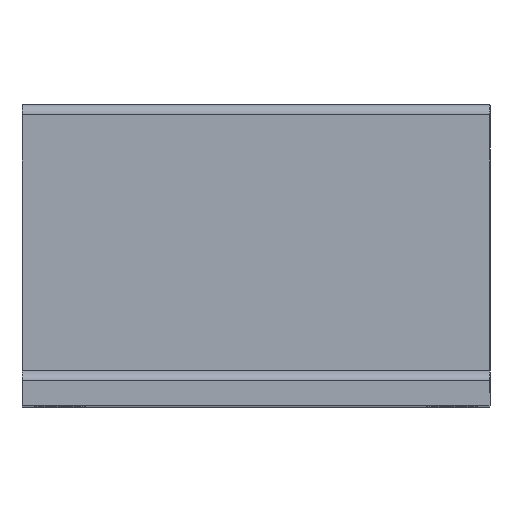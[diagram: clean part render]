
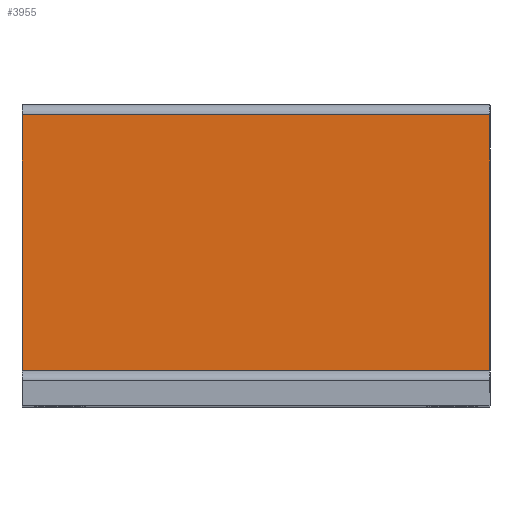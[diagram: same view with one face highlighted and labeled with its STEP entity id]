
A CAD part, top view. The second image highlights one B-rep face of the part: STEP entity #3955.
In plain terms, the highlighted face is planar.
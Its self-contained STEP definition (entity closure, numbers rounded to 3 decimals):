
#344 = EDGE_CURVE ( 'NONE', #1630, #4113, #3919, .T. ) ;
#510 = CARTESIAN_POINT ( 'NONE',  ( -32.576, 5.842, -17.78 ) ) ;
#703 = ORIENTED_EDGE ( 'NONE', *, *, #344, .F. ) ;
#711 = EDGE_CURVE ( 'NONE', #3975, #1630, #3230, .T. ) ;
#759 = CARTESIAN_POINT ( 'NONE',  ( -32.576, 5.842, 17.78 ) ) ;
#845 = DIRECTION ( 'NONE',  ( 0., 0., -1. ) ) ;
#853 = CARTESIAN_POINT ( 'NONE',  ( -32.576, 25.273, 152.4 ) ) ;
#1202 = ORIENTED_EDGE ( 'NONE', *, *, #1461, .T. ) ;
#1286 = DIRECTION ( 'NONE',  ( 0., 0., -1. ) ) ;
#1461 = EDGE_CURVE ( 'NONE', #3821, #4113, #2603, .T. ) ;
#1583 = AXIS2_PLACEMENT_3D ( 'NONE', #2950, #3265, #1286 ) ;
#1630 = VERTEX_POINT ( 'NONE', #510 ) ;
#1643 = EDGE_LOOP ( 'NONE', ( #4361, #1202, #703, #3434 ) ) ;
#1857 = DIRECTION ( 'NONE',  ( 0., -1., 0. ) ) ;
#2209 = CARTESIAN_POINT ( 'NONE',  ( -32.576, 25.273, 17.78 ) ) ;
#2410 = CARTESIAN_POINT ( 'NONE',  ( -32.576, 25.273, -17.78 ) ) ;
#2544 = VECTOR ( 'NONE', #1857, 1000. ) ;
#2603 = LINE ( 'NONE', #853, #2698 ) ;
#2652 = PLANE ( 'NONE',  #1583 ) ;
#2698 = VECTOR ( 'NONE', #845, 1000. ) ;
#2950 = CARTESIAN_POINT ( 'NONE',  ( -32.576, 5.842, 152.4 ) ) ;
#3081 = VECTOR ( 'NONE', #4355, 1000. ) ;
#3095 = CARTESIAN_POINT ( 'NONE',  ( -32.576, 5.842, 152.4 ) ) ;
#3143 = DIRECTION ( 'NONE',  ( 0., 0., -1. ) ) ;
#3156 = EDGE_CURVE ( 'NONE', #3821, #3975, #4183, .T. ) ;
#3230 = LINE ( 'NONE', #3095, #4062 ) ;
#3265 = DIRECTION ( 'NONE',  ( 1., 0., 0. ) ) ;
#3434 = ORIENTED_EDGE ( 'NONE', *, *, #711, .F. ) ;
#3572 = CARTESIAN_POINT ( 'NONE',  ( -32.576, 5.842, 17.78 ) ) ;
#3788 = FACE_OUTER_BOUND ( 'NONE', #1643, .T. ) ;
#3821 = VERTEX_POINT ( 'NONE', #2209 ) ;
#3919 = LINE ( 'NONE', #4371, #3081 ) ;
#3955 = ADVANCED_FACE ( 'NONE', ( #3788 ), #2652, .F. ) ;
#3975 = VERTEX_POINT ( 'NONE', #3572 ) ;
#4062 = VECTOR ( 'NONE', #3143, 1000. ) ;
#4113 = VERTEX_POINT ( 'NONE', #2410 ) ;
#4183 = LINE ( 'NONE', #759, #2544 ) ;
#4355 = DIRECTION ( 'NONE',  ( 0., 1., 0. ) ) ;
#4361 = ORIENTED_EDGE ( 'NONE', *, *, #3156, .F. ) ;
#4371 = CARTESIAN_POINT ( 'NONE',  ( -32.576, 5.842, -17.78 ) ) ;
